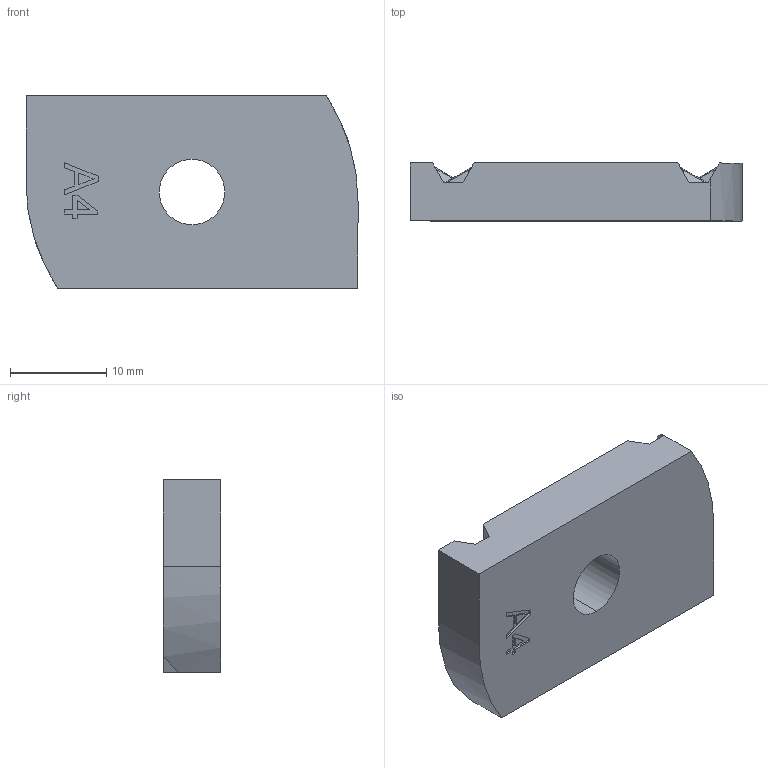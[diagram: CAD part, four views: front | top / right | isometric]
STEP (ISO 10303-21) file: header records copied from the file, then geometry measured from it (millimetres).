
FILE_DESCRIPTION (( 'STEP AP214' ), '1' );
FILE_NAME ('1147230.STEP', '2026-03-11T14:48:52', ( '' ), ( '' ), 'SwSTEP 2.0', 'SolidWorks 2024', '' );
FILE_SCHEMA (( 'AUTOMOTIVE_DESIGN' ));
Length unit declared in the file: millimetre
Products named in the file (1): 1147230
Bounding box: 34.5 x 6 x 20 mm (x, y, z)
Volume: 3540.3 mm3; surface area: 2097.6 mm2
Topology: 1 solids, 1 shells, 91 faces, 255 edges, 170 vertices
Faces by surface type: plane 71, cylinder 18, bspline 2
Entity records: 2956 total; most frequent: CARTESIAN_POINT 673, ORIENTED_EDGE 510, DIRECTION 409, EDGE_CURVE 255, LINE 213, VECTOR 213, VERTEX_POINT 170, AXIS2_PLACEMENT_3D 98
